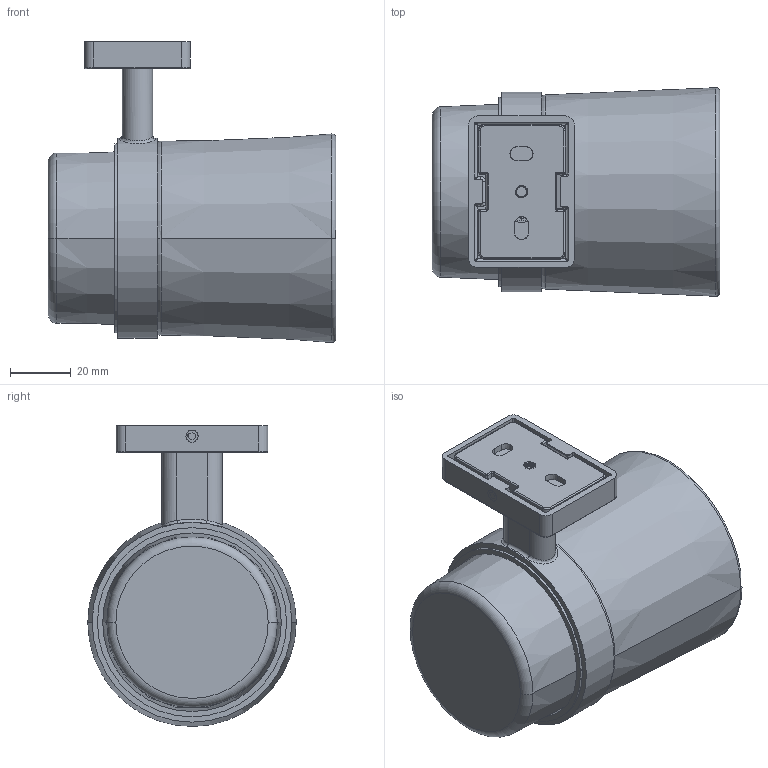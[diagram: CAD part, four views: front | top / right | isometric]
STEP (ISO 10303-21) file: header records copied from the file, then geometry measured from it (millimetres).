
FILE_DESCRIPTION((''),'2;1');
FILE_NAME('NV022-14_ASM_ASM','2021-05-02T',('Administrator'),(''),'PRO/ENGINEER BY PARAMETRIC TECHNOLOGY CORPORATION, 2009440','PRO/ENGINEER BY PARAMETRIC TECHNOLOGY CORPORATION, 2009440','');
FILE_SCHEMA(('CONFIG_CONTROL_DESIGN'));
Length unit declared in the file: millimetre
Products named in the file (12): NV022-00-02_14; NV022-14-01_1; NV022-14-02_2; NV022-15B-03_1_ASM; MANIFOLD_SOLID_BREP_20462; MANIFOLD_SOLID_BREP_20562; NV022-00-01_1_ASM; MP5-8_6; MPA5-8_9; NV022-14-03_1; NV022-14_ASM_9_ASM; NV022-14_ASM_ASM
Assembly tree (12 placements, depth 4):
  NV022-14_ASM_ASM
    NV022-14_ASM_9_ASM
      NV022-00-02_14
      NV022-14-01_1
      NV022-14-02_2
      NV022-15B-03_1_ASM
      NV022-00-01_1_ASM
        MANIFOLD_SOLID_BREP_20462
        MANIFOLD_SOLID_BREP_20562
      MP5-8_6  x2
      MPA5-8_9
      NV022-14-03_1
Bounding box: 95 x 68.9 x 99.45 mm (x, y, z)
Volume: 82198.9 mm3; surface area: 65587.3 mm2
Topology: 9 solids, 9 shells, 518 faces, 1402 edges, 907 vertices
Faces by surface type: plane 164, cylinder 147, bspline 71, extrusion 57, cone 49, torus 26, sphere 4
Entity records: 21960 total; most frequent: CARTESIAN_POINT 10602, ORIENTED_EDGE 2524, DIRECTION 1992, EDGE_CURVE 1262, VERTEX_POINT 819, AXIS2_PLACEMENT_3D 697, VECTOR 598, LINE 541
